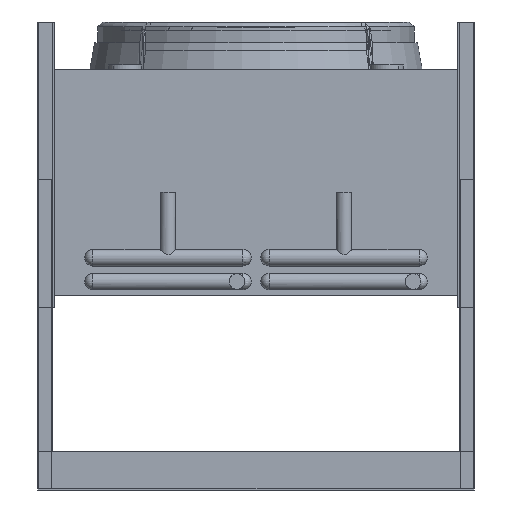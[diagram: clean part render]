
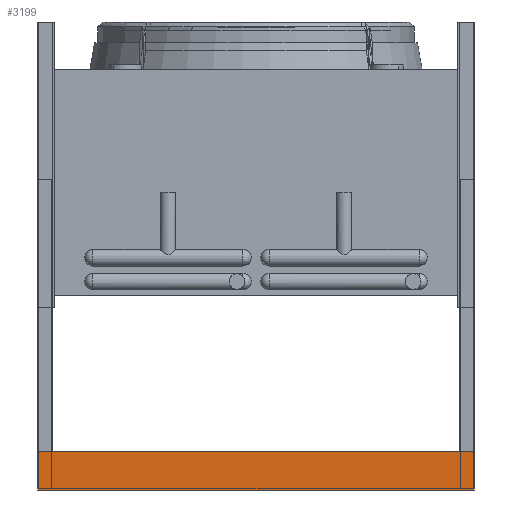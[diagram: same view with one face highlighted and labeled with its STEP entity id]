
A CAD part, left-side view. The second image highlights one B-rep face of the part: STEP entity #3199.
In plain terms, the highlighted planar face has unit normal (-1, 0, 0).
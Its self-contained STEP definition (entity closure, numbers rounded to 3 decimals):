
#3199=ADVANCED_FACE('',(#6742),#6743,.F.);
#6742=FACE_OUTER_BOUND('',#10283,.T.);
#6743=PLANE('',#10284);
#10283=EDGE_LOOP('',(#20839,#20840,#20841,#20842));
#10284=AXIS2_PLACEMENT_3D('',#20843,#20844,#20845);
#20839=ORIENTED_EDGE('',*,*,#25092,.T.);
#20840=ORIENTED_EDGE('',*,*,#25095,.F.);
#20841=ORIENTED_EDGE('',*,*,#25098,.F.);
#20842=ORIENTED_EDGE('',*,*,#25087,.F.);
#20843=CARTESIAN_POINT('',(28.575,0.0,-466.852));
#20844=DIRECTION('',(1.0,0.0,-0.0));
#20845=DIRECTION('',(0.0,0.0,1.0));
#25087=EDGE_CURVE('',#31396,#31398,#31399,.T.);
#25092=EDGE_CURVE('',#31396,#31404,#31406,.T.);
#25095=EDGE_CURVE('',#31409,#31404,#31411,.T.);
#25098=EDGE_CURVE('',#31398,#31409,#31414,.T.);
#31396=VERTEX_POINT('',#44030);
#31398=VERTEX_POINT('',#44033);
#31399=LINE('',#44034,#44035);
#31404=VERTEX_POINT('',#44042);
#31406=LINE('',#44045,#44046);
#31409=VERTEX_POINT('',#44049);
#31411=LINE('',#44052,#44053);
#31414=LINE('',#44057,#44058);
#44030=CARTESIAN_POINT('',(28.575,582.613,-416.052));
#44033=CARTESIAN_POINT('',(28.575,-582.613,-416.052));
#44034=CARTESIAN_POINT('',(28.575,0.0,-416.052));
#44035=VECTOR('',#48981,25.4);
#44042=CARTESIAN_POINT('',(28.575,582.613,-517.652));
#44045=CARTESIAN_POINT('',(28.575,582.613,-466.852));
#44046=VECTOR('',#48985,25.4);
#44049=CARTESIAN_POINT('',(28.575,-582.613,-517.652));
#44052=CARTESIAN_POINT('',(28.575,0.0,-517.652));
#44053=VECTOR('',#48987,25.4);
#44057=CARTESIAN_POINT('',(28.575,-582.613,-466.852));
#44058=VECTOR('',#48989,25.4);
#48981=DIRECTION('',(0.0,-1.0,0.0));
#48985=DIRECTION('',(0.0,0.0,-1.0));
#48987=DIRECTION('',(0.0,1.0,0.0));
#48989=DIRECTION('',(0.0,0.0,-1.0));
